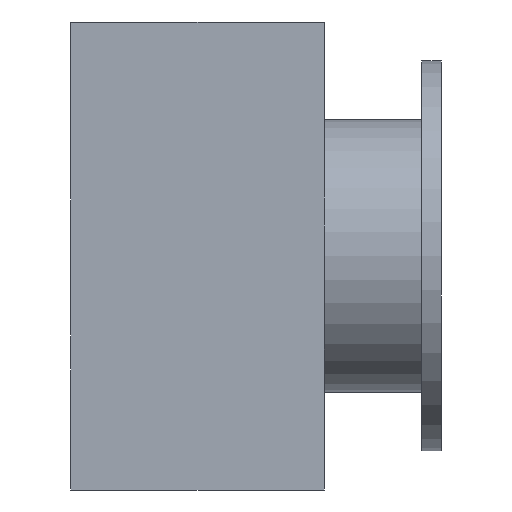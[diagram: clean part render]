
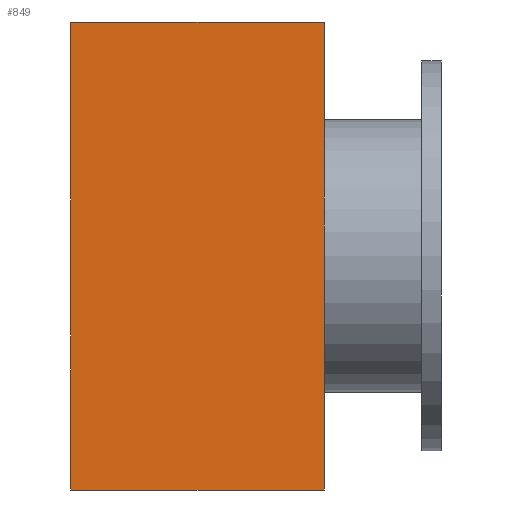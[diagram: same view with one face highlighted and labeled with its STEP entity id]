
A CAD part, front view. The second image highlights one B-rep face of the part: STEP entity #849.
In plain terms, the highlighted planar face has unit normal (0, -1, 0).
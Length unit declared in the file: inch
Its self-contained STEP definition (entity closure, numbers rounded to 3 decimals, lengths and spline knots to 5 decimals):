
#103 = CARTESIAN_POINT ( 'NONE',  ( 6.5, 0., 6. ) ) ;
#115 = LINE ( 'NONE', #103, #514 ) ;
#126 = CARTESIAN_POINT ( 'NONE',  ( 6.5, 0., 0. ) ) ;
#135 = LINE ( 'NONE', #1612, #1860 ) ;
#153 = EDGE_CURVE ( 'NONE', #1231, #2046, #135, .T. ) ;
#232 = CARTESIAN_POINT ( 'NONE',  ( 0., 0., 6. ) ) ;
#337 = CARTESIAN_POINT ( 'NONE',  ( 6.5, 0., 6. ) ) ;
#347 = ORIENTED_EDGE ( 'NONE', *, *, #1058, .F. ) ;
#514 = VECTOR ( 'NONE', #774, 39.37008 ) ;
#538 = DIRECTION ( 'NONE',  ( 0., 0., -1. ) ) ;
#583 = CARTESIAN_POINT ( 'NONE',  ( 6.5, 0., 0. ) ) ;
#731 = ORIENTED_EDGE ( 'NONE', *, *, #153, .F. ) ;
#749 = FACE_OUTER_BOUND ( 'NONE', #1771, .T. ) ;
#770 = ORIENTED_EDGE ( 'NONE', *, *, #1656, .T. ) ;
#774 = DIRECTION ( 'NONE',  ( -1., 0., 0. ) ) ;
#808 = EDGE_CURVE ( 'NONE', #1151, #1692, #115, .T. ) ;
#849 = ADVANCED_FACE ( 'NONE', ( #749 ), #2105, .F. ) ;
#909 = DIRECTION ( 'NONE',  ( 0., 0., -1. ) ) ;
#934 = VECTOR ( 'NONE', #909, 39.37008 ) ;
#1058 = EDGE_CURVE ( 'NONE', #1151, #1231, #2125, .T. ) ;
#1074 = AXIS2_PLACEMENT_3D ( 'NONE', #583, #1259, #1945 ) ;
#1080 = CARTESIAN_POINT ( 'NONE',  ( 6.5, 0., -6. ) ) ;
#1151 = VERTEX_POINT ( 'NONE', #337 ) ;
#1231 = VERTEX_POINT ( 'NONE', #1080 ) ;
#1259 = DIRECTION ( 'NONE',  ( 0., 1., 0. ) ) ;
#1319 = VECTOR ( 'NONE', #538, 39.37008 ) ;
#1386 = LINE ( 'NONE', #1405, #1319 ) ;
#1405 = CARTESIAN_POINT ( 'NONE',  ( 0., 0., 0. ) ) ;
#1612 = CARTESIAN_POINT ( 'NONE',  ( 6.5, 0., -6. ) ) ;
#1656 = EDGE_CURVE ( 'NONE', #1692, #2046, #1386, .T. ) ;
#1692 = VERTEX_POINT ( 'NONE', #232 ) ;
#1771 = EDGE_LOOP ( 'NONE', ( #770, #731, #347, #1839 ) ) ;
#1839 = ORIENTED_EDGE ( 'NONE', *, *, #808, .T. ) ;
#1860 = VECTOR ( 'NONE', #1938, 39.37008 ) ;
#1879 = CARTESIAN_POINT ( 'NONE',  ( 0., 0., -6. ) ) ;
#1938 = DIRECTION ( 'NONE',  ( -1., 0., 0. ) ) ;
#1945 = DIRECTION ( 'NONE',  ( 0., 0., 1. ) ) ;
#2046 = VERTEX_POINT ( 'NONE', #1879 ) ;
#2105 = PLANE ( 'NONE',  #1074 ) ;
#2125 = LINE ( 'NONE', #126, #934 ) ;
